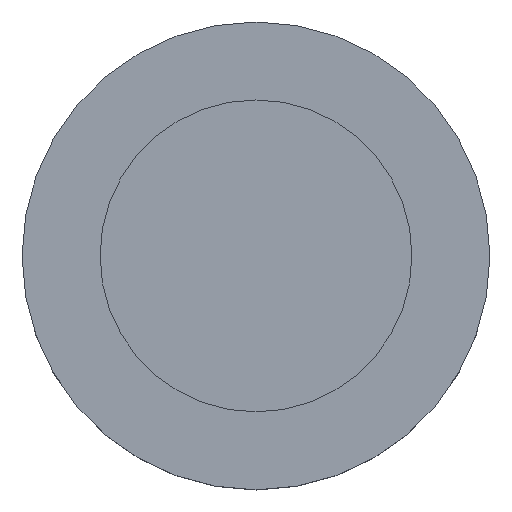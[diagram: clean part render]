
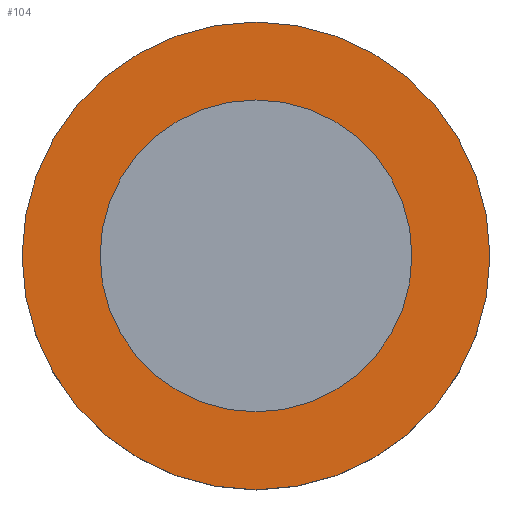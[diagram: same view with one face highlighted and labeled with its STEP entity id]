
A CAD part, top view. The second image highlights one B-rep face of the part: STEP entity #104.
In plain terms, the highlighted planar face has unit normal (0, 0, 1).
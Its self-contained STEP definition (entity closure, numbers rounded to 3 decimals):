
#104 = ADVANCED_FACE('',(#105,#116),#127,.F.);
#105 = FACE_BOUND('',#106,.F.);
#106 = EDGE_LOOP('',(#107));
#107 = ORIENTED_EDGE('',*,*,#108,.T.);
#108 = EDGE_CURVE('',#109,#109,#111,.T.);
#109 = VERTEX_POINT('',#110);
#110 = CARTESIAN_POINT('',(12.,0.,5.));
#111 = CIRCLE('',#112,12.);
#112 = AXIS2_PLACEMENT_3D('',#113,#114,#115);
#113 = CARTESIAN_POINT('',(0.,0.,5.));
#114 = DIRECTION('',(0.,0.,-1.));
#115 = DIRECTION('',(1.,0.,0.));
#116 = FACE_BOUND('',#117,.F.);
#117 = EDGE_LOOP('',(#118));
#118 = ORIENTED_EDGE('',*,*,#119,.F.);
#119 = EDGE_CURVE('',#120,#120,#122,.T.);
#120 = VERTEX_POINT('',#121);
#121 = CARTESIAN_POINT('',(8.,0.,5.));
#122 = CIRCLE('',#123,8.);
#123 = AXIS2_PLACEMENT_3D('',#124,#125,#126);
#124 = CARTESIAN_POINT('',(0.,0.,5.));
#125 = DIRECTION('',(0.,0.,-1.));
#126 = DIRECTION('',(1.,0.,0.));
#127 = PLANE('',#128);
#128 = AXIS2_PLACEMENT_3D('',#129,#130,#131);
#129 = CARTESIAN_POINT('',(0.,0.,5.));
#130 = DIRECTION('',(0.,0.,-1.));
#131 = DIRECTION('',(1.,0.,0.));
